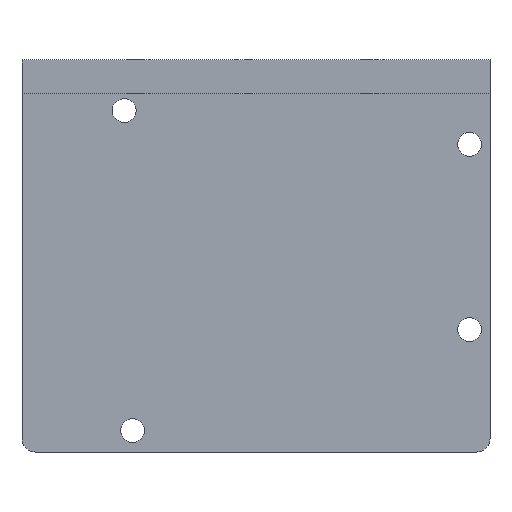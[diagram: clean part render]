
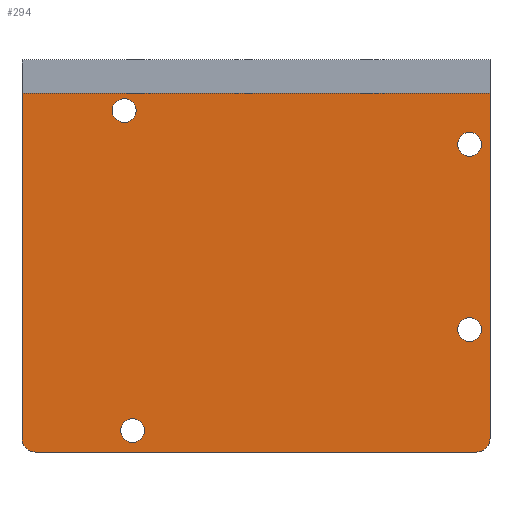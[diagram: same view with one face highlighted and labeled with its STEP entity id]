
A CAD part, front view. The second image highlights one B-rep face of the part: STEP entity #294.
In plain terms, the highlighted planar face has unit normal (0, -1, 0).
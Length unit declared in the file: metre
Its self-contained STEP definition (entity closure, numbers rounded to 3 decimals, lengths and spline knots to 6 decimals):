
#30=CIRCLE('',#334,0.0018);
#31=CIRCLE('',#335,0.0018);
#32=CIRCLE('',#336,0.0018);
#33=CIRCLE('',#337,0.0018);
#34=CIRCLE('',#338,0.002);
#35=CIRCLE('',#339,0.002);
#74=ORIENTED_EDGE('',*,*,#135,.T.);
#75=ORIENTED_EDGE('',*,*,#136,.T.);
#76=ORIENTED_EDGE('',*,*,#137,.T.);
#77=ORIENTED_EDGE('',*,*,#138,.T.);
#78=ORIENTED_EDGE('',*,*,#139,.F.);
#79=ORIENTED_EDGE('',*,*,#140,.T.);
#80=ORIENTED_EDGE('',*,*,#108,.T.);
#81=ORIENTED_EDGE('',*,*,#118,.T.);
#82=ORIENTED_EDGE('',*,*,#121,.F.);
#83=ORIENTED_EDGE('',*,*,#141,.T.);
#108=EDGE_CURVE('',#144,#145,#172,.T.);
#118=EDGE_CURVE('',#145,#153,#180,.T.);
#121=EDGE_CURVE('',#156,#153,#183,.T.);
#135=EDGE_CURVE('',#166,#166,#30,.F.);
#136=EDGE_CURVE('',#167,#167,#31,.F.);
#137=EDGE_CURVE('',#168,#168,#32,.F.);
#138=EDGE_CURVE('',#169,#169,#33,.F.);
#139=EDGE_CURVE('',#170,#171,#189,.T.);
#140=EDGE_CURVE('',#170,#144,#34,.T.);
#141=EDGE_CURVE('',#156,#171,#35,.T.);
#144=VERTEX_POINT('',#438);
#145=VERTEX_POINT('',#439);
#153=VERTEX_POINT('',#457);
#156=VERTEX_POINT('',#464);
#166=VERTEX_POINT('',#493);
#167=VERTEX_POINT('',#495);
#168=VERTEX_POINT('',#497);
#169=VERTEX_POINT('',#499);
#170=VERTEX_POINT('',#501);
#171=VERTEX_POINT('',#502);
#172=LINE('',#437,#192);
#180=LINE('',#458,#200);
#183=LINE('',#465,#203);
#189=LINE('',#500,#209);
#192=VECTOR('',#353,1.);
#200=VECTOR('',#367,1.);
#203=VECTOR('',#372,1.);
#209=VECTOR('',#410,1.);
#226=EDGE_LOOP('',(#74));
#227=EDGE_LOOP('',(#75));
#228=EDGE_LOOP('',(#76));
#229=EDGE_LOOP('',(#77));
#230=EDGE_LOOP('',(#78,#79,#80,#81,#82,#83));
#260=FACE_BOUND('',#226,.T.);
#261=FACE_BOUND('',#227,.T.);
#262=FACE_BOUND('',#228,.T.);
#263=FACE_BOUND('',#229,.T.);
#264=FACE_BOUND('',#230,.T.);
#286=PLANE('',#333);
#294=ADVANCED_FACE('',(#260,#261,#262,#263,#264),#286,.T.);
#333=AXIS2_PLACEMENT_3D('',#491,#400,#401);
#334=AXIS2_PLACEMENT_3D('',#492,#402,#403);
#335=AXIS2_PLACEMENT_3D('',#494,#404,#405);
#336=AXIS2_PLACEMENT_3D('',#496,#406,#407);
#337=AXIS2_PLACEMENT_3D('',#498,#408,#409);
#338=AXIS2_PLACEMENT_3D('',#503,#411,#412);
#339=AXIS2_PLACEMENT_3D('',#504,#413,#414);
#353=DIRECTION('',(0.,0.,1.));
#367=DIRECTION('',(-1.,0.,0.));
#372=DIRECTION('',(0.,0.,1.));
#400=DIRECTION('',(0.,-1.,0.));
#401=DIRECTION('',(0.,0.,1.));
#402=DIRECTION('',(0.,-1.,0.));
#403=DIRECTION('',(-1.,0.,0.));
#404=DIRECTION('',(0.,-1.,0.));
#405=DIRECTION('',(-1.,0.,0.));
#406=DIRECTION('',(0.,-1.,0.));
#407=DIRECTION('',(-1.,0.,0.));
#408=DIRECTION('',(0.,-1.,0.));
#409=DIRECTION('',(-1.,0.,0.));
#410=DIRECTION('',(-1.,0.,0.));
#411=DIRECTION('',(0.,-1.,0.));
#412=DIRECTION('',(-1.,0.,0.));
#413=DIRECTION('',(0.,-1.,0.));
#414=DIRECTION('',(-1.,0.,0.));
#437=CARTESIAN_POINT('',(0.032309,-0.047285,-0.027054));
#438=CARTESIAN_POINT('',(0.032309,-0.047285,-0.052108));
#439=CARTESIAN_POINT('',(0.032309,-0.047285,0.));
#457=CARTESIAN_POINT('',(-0.038255,-0.047285,0.));
#458=CARTESIAN_POINT('',(-0.002973,-0.047285,0.));
#464=CARTESIAN_POINT('',(-0.038255,-0.047285,-0.052108));
#465=CARTESIAN_POINT('',(-0.038255,-0.047285,-0.027054));
#491=CARTESIAN_POINT('',(-0.002973,-0.047285,-0.024554));
#492=CARTESIAN_POINT('',(-0.021573,-0.047285,-0.050886));
#493=CARTESIAN_POINT('',(-0.023373,-0.047285,-0.050886));
#494=CARTESIAN_POINT('',(-0.022843,-0.047285,-0.002626));
#495=CARTESIAN_POINT('',(-0.024643,-0.047285,-0.002626));
#496=CARTESIAN_POINT('',(0.029227,-0.047285,-0.007706));
#497=CARTESIAN_POINT('',(0.027427,-0.047285,-0.007706));
#498=CARTESIAN_POINT('',(0.029227,-0.047285,-0.035646));
#499=CARTESIAN_POINT('',(0.027427,-0.047285,-0.035646));
#500=CARTESIAN_POINT('',(-0.002973,-0.047285,-0.054108));
#501=CARTESIAN_POINT('',(0.030309,-0.047285,-0.054108));
#502=CARTESIAN_POINT('',(-0.036255,-0.047285,-0.054108));
#503=CARTESIAN_POINT('',(0.030309,-0.047285,-0.052108));
#504=CARTESIAN_POINT('',(-0.036255,-0.047285,-0.052108));
